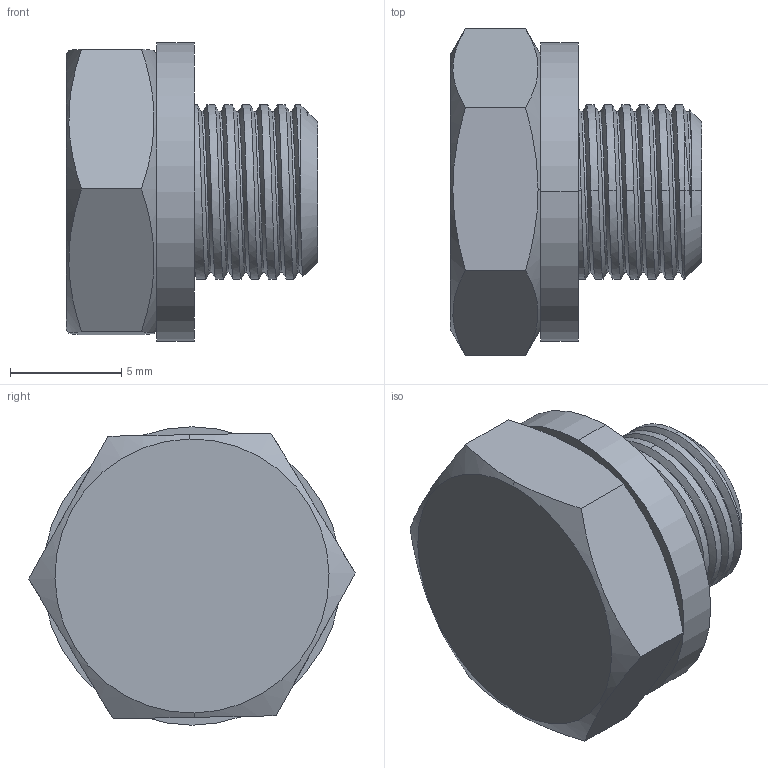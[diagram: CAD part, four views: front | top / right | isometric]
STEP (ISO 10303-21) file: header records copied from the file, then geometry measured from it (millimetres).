
FILE_DESCRIPTION (( 'STEP AP203' ), '1' );
FILE_NAME ('PLU-110BR-T.STEP', '2025-08-19T16:58:42', ( '' ), ( '' ), 'SwSTEP 2.0', 'SolidWorks 2018', '' );
FILE_SCHEMA (( 'CONFIG_CONTROL_DESIGN' ));
Length unit declared in the file: inch
Products named in the file (3): PLU-110BR-T; PRT-000258; PRT-000114
Assembly tree (2 placements, depth 2):
  PLU-110BR-T
    PRT-000114
    PRT-000258
Bounding box: 11.29 x 14.66 x 13.41 mm (x, y, z)
Volume: 1040 mm3; surface area: 946.1 mm2
Topology: 2 solids, 2 shells, 39 faces, 101 edges, 67 vertices
Faces by surface type: cylinder 18, plane 11, cone 7, bspline 3
Entity records: 5902 total; most frequent: CARTESIAN_POINT 4725, ORIENTED_EDGE 202, DIRECTION 150, EDGE_CURVE 101, VERTEX_POINT 67, AXIS2_PLACEMENT_3D 59, B_SPLINE_CURVE_WITH_KNOTS 51, EDGE_LOOP 42
